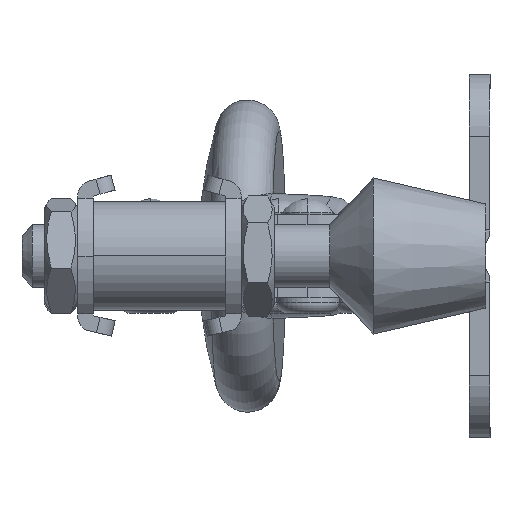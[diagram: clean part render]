
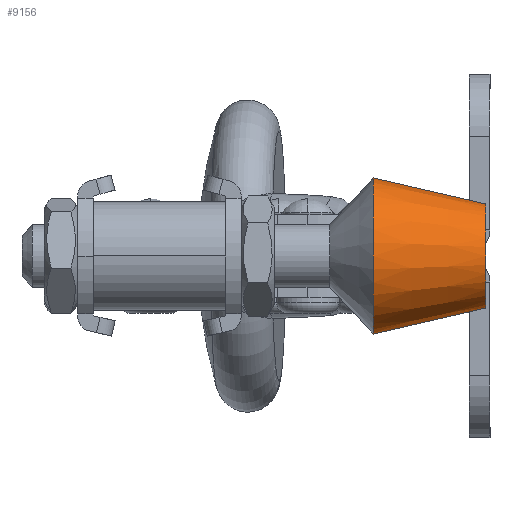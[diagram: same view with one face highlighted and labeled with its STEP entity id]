
A CAD part, left-side view. The second image highlights one B-rep face of the part: STEP entity #9156.
In plain terms, the highlighted conical face has half-angle 13 degrees and reference radius 5 mm.
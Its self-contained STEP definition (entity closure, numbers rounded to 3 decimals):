
#1097 = EDGE_CURVE ( 'NONE', #20008, #20172, #7900, .T. ) ;
#1098 = EDGE_CURVE ( 'NONE', #20175, #20261, #7902, .T. ) ;
#1113 = EDGE_CURVE ( 'NONE', #20172, #20261, #7740, .T. ) ;
#1116 = EDGE_CURVE ( 'NONE', #20008, #20175, #7750, .T. ) ;
#1321 = AXIS2_PLACEMENT_3D ( 'NONE', #10380, #10379, #10378 ) ;
#1322 = AXIS2_PLACEMENT_3D ( 'NONE', #10377, #10376, #10375 ) ;
#1770 = AXIS2_PLACEMENT_3D ( 'NONE', #19137, #19139, #19146 ) ;
#5286 = CONICAL_SURFACE ( 'NONE', #1770, 5., 0.227 ) ;
#5292 = FACE_OUTER_BOUND ( 'NONE', #18095, .T. ) ;
#7711 = VECTOR ( 'NONE', #10337, 1000. ) ;
#7732 = VECTOR ( 'NONE', #10348, 1000. ) ;
#7740 = LINE ( 'NONE', #10343, #7732 ) ;
#7750 = LINE ( 'NONE', #10332, #7711 ) ;
#7900 = CIRCLE ( 'NONE', #1321, 5. ) ;
#7902 = CIRCLE ( 'NONE', #1322, 7.495 ) ;
#9156 = ADVANCED_FACE ( 'NONE', ( #5292 ), #5286, .T. ) ;
#10332 = CARTESIAN_POINT ( 'NONE',  ( 0., 0., -5. ) ) ;
#10337 = DIRECTION ( 'NONE',  ( 0., 0.974, -0.225 ) ) ;
#10343 = CARTESIAN_POINT ( 'NONE',  ( 0., 0., 5. ) ) ;
#10348 = DIRECTION ( 'NONE',  ( 0., 0.974, 0.225 ) ) ;
#10375 = DIRECTION ( 'NONE',  ( 0., 0., 1. ) ) ;
#10376 = DIRECTION ( 'NONE',  ( 0., 1., 0. ) ) ;
#10377 = CARTESIAN_POINT ( 'NONE',  ( 0., 10.808, 0. ) ) ;
#10378 = DIRECTION ( 'NONE',  ( 0., 0., 1. ) ) ;
#10379 = DIRECTION ( 'NONE',  ( 0., 1., 0. ) ) ;
#10380 = CARTESIAN_POINT ( 'NONE',  ( 0., 0., 0. ) ) ;
#16343 = ORIENTED_EDGE ( 'NONE', *, *, #1098, .F. ) ;
#16344 = ORIENTED_EDGE ( 'NONE', *, *, #1113, .T. ) ;
#16345 = ORIENTED_EDGE ( 'NONE', *, *, #1097, .T. ) ;
#16347 = ORIENTED_EDGE ( 'NONE', *, *, #1116, .F. ) ;
#18095 = EDGE_LOOP ( 'NONE', ( #16347, #16345, #16344, #16343 ) ) ;
#19137 = CARTESIAN_POINT ( 'NONE',  ( 0., 0., 0. ) ) ;
#19139 = DIRECTION ( 'NONE',  ( 0., 1., 0. ) ) ;
#19146 = DIRECTION ( 'NONE',  ( 0., 0., 1. ) ) ;
#20008 = VERTEX_POINT ( 'NONE', #29123 ) ;
#20172 = VERTEX_POINT ( 'NONE', #29052 ) ;
#20175 = VERTEX_POINT ( 'NONE', #29051 ) ;
#20261 = VERTEX_POINT ( 'NONE', #29006 ) ;
#29006 = CARTESIAN_POINT ( 'NONE',  ( 0., 10.808, 7.495 ) ) ;
#29051 = CARTESIAN_POINT ( 'NONE',  ( 0., 10.808, -7.495 ) ) ;
#29052 = CARTESIAN_POINT ( 'NONE',  ( 0., 0., 5. ) ) ;
#29123 = CARTESIAN_POINT ( 'NONE',  ( 0., 0., -5. ) ) ;
